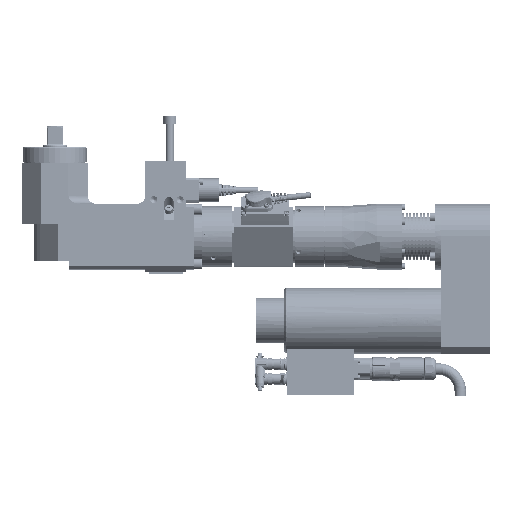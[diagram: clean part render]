
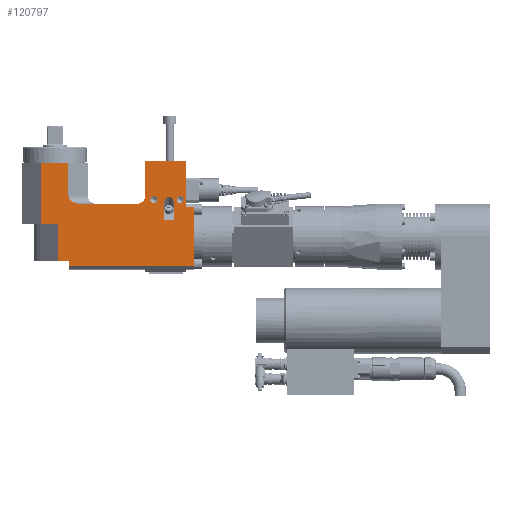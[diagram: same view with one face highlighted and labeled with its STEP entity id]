
A CAD part, top view. The second image highlights one B-rep face of the part: STEP entity #120797.
In plain terms, the highlighted planar face has unit normal (0, 0, 1).
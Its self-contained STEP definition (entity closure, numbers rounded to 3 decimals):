
#603=ELLIPSE('',#130679,1.414,1.);
#604=ELLIPSE('',#130682,0.849,0.6);
#7001=PLANE('',#130677);
#9074=FACE_BOUND('',#39117,.T.);
#9075=FACE_BOUND('',#39118,.T.);
#9076=FACE_BOUND('',#39119,.T.);
#15637=LINE('',#251468,#24257);
#15682=LINE('',#251584,#24302);
#15685=LINE('',#251589,#24305);
#15686=LINE('',#251591,#24306);
#15687=LINE('',#251595,#24307);
#15688=LINE('',#251599,#24308);
#15689=LINE('',#251601,#24309);
#15690=LINE('',#251603,#24310);
#15691=LINE('',#251605,#24311);
#15692=LINE('',#251607,#24312);
#15693=LINE('',#251608,#24313);
#15694=LINE('',#251610,#24314);
#15695=LINE('',#251612,#24315);
#15696=LINE('',#251614,#24316);
#15697=LINE('',#251616,#24317);
#15698=LINE('',#251617,#24318);
#15699=LINE('',#251624,#24319);
#15700=LINE('',#251626,#24320);
#15701=LINE('',#251629,#24321);
#24257=VECTOR('',#157244,5.572);
#24302=VECTOR('',#157335,0.6);
#24305=VECTOR('',#157340,5.);
#24306=VECTOR('',#157341,4.2);
#24307=VECTOR('',#157344,6.929);
#24308=VECTOR('',#157347,4.);
#24309=VECTOR('',#157348,3.314);
#24310=VECTOR('',#157349,7.45);
#24311=VECTOR('',#157350,1.98);
#24312=VECTOR('',#157351,4.55);
#24313=VECTOR('',#157352,1.347);
#24314=VECTOR('',#157353,14.33);
#24315=VECTOR('',#157354,0.028);
#24316=VECTOR('',#157355,1.);
#24317=VECTOR('',#157356,7.255);
#24318=VECTOR('',#157357,1.);
#24319=VECTOR('',#157362,1.2);
#24320=VECTOR('',#157363,1.947);
#24321=VECTOR('',#157366,1.947);
#32416=FACE_OUTER_BOUND('',#39116,.T.);
#39116=EDGE_LOOP('',(#103742,#103743,#103744,#103745,#103746,#103747,#103748,
#103749,#103750,#103751,#103752,#103753,#103754,#103755,#103756,#103757,
#103758,#103759));
#39117=EDGE_LOOP('',(#103760));
#39118=EDGE_LOOP('',(#103761));
#39119=EDGE_LOOP('',(#103762,#103763,#103764,#103765));
#47768=CIRCLE('',#130678,1.);
#47769=CIRCLE('',#130680,0.425);
#47770=CIRCLE('',#130681,0.425);
#58854=VERTEX_POINT('',#251465);
#58855=VERTEX_POINT('',#251467);
#58902=VERTEX_POINT('',#251582);
#58903=VERTEX_POINT('',#251583);
#58904=VERTEX_POINT('',#251588);
#58905=VERTEX_POINT('',#251590);
#58906=VERTEX_POINT('',#251592);
#58907=VERTEX_POINT('',#251594);
#58908=VERTEX_POINT('',#251596);
#58909=VERTEX_POINT('',#251598);
#58910=VERTEX_POINT('',#251600);
#58911=VERTEX_POINT('',#251602);
#58912=VERTEX_POINT('',#251604);
#58913=VERTEX_POINT('',#251606);
#58914=VERTEX_POINT('',#251609);
#58915=VERTEX_POINT('',#251611);
#58916=VERTEX_POINT('',#251613);
#58917=VERTEX_POINT('',#251615);
#58918=VERTEX_POINT('',#251618);
#58919=VERTEX_POINT('',#251620);
#58920=VERTEX_POINT('',#251622);
#58921=VERTEX_POINT('',#251623);
#58922=VERTEX_POINT('',#251625);
#58923=VERTEX_POINT('',#251627);
#74644=EDGE_CURVE('',#58854,#58855,#15637,.T.);
#74702=EDGE_CURVE('',#58902,#58903,#15682,.T.);
#74705=EDGE_CURVE('',#58904,#58854,#15685,.T.);
#74706=EDGE_CURVE('',#58905,#58904,#15686,.T.);
#74707=EDGE_CURVE('',#58906,#58905,#47768,.T.);
#74708=EDGE_CURVE('',#58906,#58907,#15687,.T.);
#74709=EDGE_CURVE('',#58907,#58908,#603,.T.);
#74710=EDGE_CURVE('',#58908,#58909,#15688,.T.);
#74711=EDGE_CURVE('',#58910,#58909,#15689,.T.);
#74712=EDGE_CURVE('',#58911,#58910,#15690,.T.);
#74713=EDGE_CURVE('',#58911,#58912,#15691,.T.);
#74714=EDGE_CURVE('',#58912,#58913,#15692,.T.);
#74715=EDGE_CURVE('',#58913,#58903,#15693,.T.);
#74716=EDGE_CURVE('',#58914,#58902,#15694,.T.);
#74717=EDGE_CURVE('',#58914,#58915,#15695,.T.);
#74718=EDGE_CURVE('',#58915,#58916,#15696,.T.);
#74719=EDGE_CURVE('',#58917,#58916,#15697,.T.);
#74720=EDGE_CURVE('',#58855,#58917,#15698,.T.);
#74721=EDGE_CURVE('',#58918,#58918,#47769,.T.);
#74722=EDGE_CURVE('',#58919,#58919,#47770,.T.);
#74723=EDGE_CURVE('',#58920,#58921,#15699,.T.);
#74724=EDGE_CURVE('',#58922,#58921,#15700,.T.);
#74725=EDGE_CURVE('',#58922,#58923,#604,.T.);
#74726=EDGE_CURVE('',#58923,#58920,#15701,.T.);
#103742=ORIENTED_EDGE('',*,*,#74644,.F.);
#103743=ORIENTED_EDGE('',*,*,#74705,.F.);
#103744=ORIENTED_EDGE('',*,*,#74706,.F.);
#103745=ORIENTED_EDGE('',*,*,#74707,.F.);
#103746=ORIENTED_EDGE('',*,*,#74708,.T.);
#103747=ORIENTED_EDGE('',*,*,#74709,.T.);
#103748=ORIENTED_EDGE('',*,*,#74710,.T.);
#103749=ORIENTED_EDGE('',*,*,#74711,.F.);
#103750=ORIENTED_EDGE('',*,*,#74712,.F.);
#103751=ORIENTED_EDGE('',*,*,#74713,.T.);
#103752=ORIENTED_EDGE('',*,*,#74714,.T.);
#103753=ORIENTED_EDGE('',*,*,#74715,.T.);
#103754=ORIENTED_EDGE('',*,*,#74702,.F.);
#103755=ORIENTED_EDGE('',*,*,#74716,.F.);
#103756=ORIENTED_EDGE('',*,*,#74717,.T.);
#103757=ORIENTED_EDGE('',*,*,#74718,.T.);
#103758=ORIENTED_EDGE('',*,*,#74719,.F.);
#103759=ORIENTED_EDGE('',*,*,#74720,.F.);
#103760=ORIENTED_EDGE('',*,*,#74721,.T.);
#103761=ORIENTED_EDGE('',*,*,#74722,.T.);
#103762=ORIENTED_EDGE('',*,*,#74723,.T.);
#103763=ORIENTED_EDGE('',*,*,#74724,.F.);
#103764=ORIENTED_EDGE('',*,*,#74725,.T.);
#103765=ORIENTED_EDGE('',*,*,#74726,.T.);
#120797=ADVANCED_FACE('',(#32416,#9074,#9075,#9076),#7001,.F.);
#130677=AXIS2_PLACEMENT_3D('',#251587,#157338,#157339);
#130678=AXIS2_PLACEMENT_3D('',#251593,#157342,#157343);
#130679=AXIS2_PLACEMENT_3D('',#251597,#157345,#157346);
#130680=AXIS2_PLACEMENT_3D('',#251619,#157358,#157359);
#130681=AXIS2_PLACEMENT_3D('',#251621,#157360,#157361);
#130682=AXIS2_PLACEMENT_3D('',#251628,#157364,#157365);
#157244=DIRECTION('',(0.,-1.,0.));
#157335=DIRECTION('',(0.,1.,0.));
#157338=DIRECTION('center_axis',(0.,0.,
-1.));
#157339=DIRECTION('ref_axis',(1.,0.,0.));
#157340=DIRECTION('',(1.,0.,0.));
#157341=DIRECTION('',(0.,1.,0.));
#157342=DIRECTION('center_axis',(0.,0.,
1.));
#157343=DIRECTION('ref_axis',(0.,-1.,0.));
#157344=DIRECTION('',(-1.,0.,0.));
#157345=DIRECTION('center_axis',(0.,0.,
-1.));
#157346=DIRECTION('ref_axis',(-1.,0.,0.));
#157347=DIRECTION('',(0.,1.,0.));
#157348=DIRECTION('',(1.,0.,0.));
#157349=DIRECTION('',(0.,1.,0.));
#157350=DIRECTION('',(1.,0.,0.));
#157351=DIRECTION('',(0.,-1.,0.));
#157352=DIRECTION('',(1.,0.,0.));
#157353=DIRECTION('',(-1.,0.,0.));
#157354=DIRECTION('',(0.,-1.,0.));
#157355=DIRECTION('',(1.,0.,0.));
#157356=DIRECTION('',(0.,-1.,0.));
#157357=DIRECTION('',(1.,0.,0.));
#157358=DIRECTION('center_axis',(0.,0.,
-1.));
#157359=DIRECTION('ref_axis',(-1.,0.,0.));
#157360=DIRECTION('center_axis',(0.,0.,
-1.));
#157361=DIRECTION('ref_axis',(-1.,0.,0.));
#157362=DIRECTION('',(-1.,0.,0.));
#157363=DIRECTION('',(0.,-1.,0.));
#157364=DIRECTION('center_axis',(0.,0.,
-1.));
#157365=DIRECTION('ref_axis',(0.,-1.,0.));
#157366=DIRECTION('',(0.,-1.,0.));
#251465=CARTESIAN_POINT('',(2.54,9.2,4.));
#251467=CARTESIAN_POINT('',(2.54,3.628,4.));
#251468=CARTESIAN_POINT('',(2.54,9.2,4.));
#251582=CARTESIAN_POINT('',(-11.79,-3.6,4.));
#251583=CARTESIAN_POINT('',(-11.79,-3.,4.));
#251584=CARTESIAN_POINT('',(-11.79,-3.6,4.));
#251587=CARTESIAN_POINT('Origin',(-13.46,0.,4.));
#251588=CARTESIAN_POINT('',(-2.46,9.2,4.));
#251589=CARTESIAN_POINT('',(-2.46,9.2,4.));
#251590=CARTESIAN_POINT('',(-2.46,5.,4.));
#251591=CARTESIAN_POINT('',(-2.46,5.,4.));
#251592=CARTESIAN_POINT('',(-3.46,4.,4.));
#251593=CARTESIAN_POINT('Origin',(-3.46,5.,4.));
#251594=CARTESIAN_POINT('',(-10.389,4.,4.));
#251595=CARTESIAN_POINT('',(-3.46,4.,4.));
#251596=CARTESIAN_POINT('',(-11.803,5.,4.));
#251597=CARTESIAN_POINT('Origin',(-10.389,5.,4.));
#251598=CARTESIAN_POINT('',(-11.803,9.,4.));
#251599=CARTESIAN_POINT('',(-11.803,5.,4.));
#251600=CARTESIAN_POINT('',(-15.117,9.,4.));
#251601=CARTESIAN_POINT('',(-15.117,9.,4.));
#251602=CARTESIAN_POINT('',(-15.117,1.55,4.));
#251603=CARTESIAN_POINT('',(-15.117,1.55,4.));
#251604=CARTESIAN_POINT('',(-13.137,1.55,4.));
#251605=CARTESIAN_POINT('',(-15.117,1.55,4.));
#251606=CARTESIAN_POINT('',(-13.137,-3.,4.));
#251607=CARTESIAN_POINT('',(-13.137,1.55,4.));
#251608=CARTESIAN_POINT('',(-13.137,-3.,4.));
#251609=CARTESIAN_POINT('',(2.54,-3.6,4.));
#251610=CARTESIAN_POINT('',(2.54,-3.6,4.));
#251611=CARTESIAN_POINT('',(2.54,-3.628,4.));
#251612=CARTESIAN_POINT('',(2.54,-3.6,4.));
#251613=CARTESIAN_POINT('',(3.54,-3.628,4.));
#251614=CARTESIAN_POINT('',(2.54,-3.628,4.));
#251615=CARTESIAN_POINT('',(3.54,3.628,4.));
#251616=CARTESIAN_POINT('',(3.54,3.628,4.));
#251617=CARTESIAN_POINT('',(2.54,3.628,4.));
#251618=CARTESIAN_POINT('',(-0.985,4.5,4.));
#251619=CARTESIAN_POINT('Origin',(-1.41,4.5,4.));
#251620=CARTESIAN_POINT('',(2.215,4.5,4.));
#251621=CARTESIAN_POINT('Origin',(1.79,4.5,4.));
#251622=CARTESIAN_POINT('',(1.02,2.053,4.));
#251623=CARTESIAN_POINT('',(-0.18,2.053,4.));
#251624=CARTESIAN_POINT('',(1.02,2.053,4.));
#251625=CARTESIAN_POINT('',(-0.18,4.,4.));
#251626=CARTESIAN_POINT('',(-0.18,4.,4.));
#251627=CARTESIAN_POINT('',(1.02,4.,4.));
#251628=CARTESIAN_POINT('Origin',(0.42,4.,4.));
#251629=CARTESIAN_POINT('',(1.02,4.,4.));
